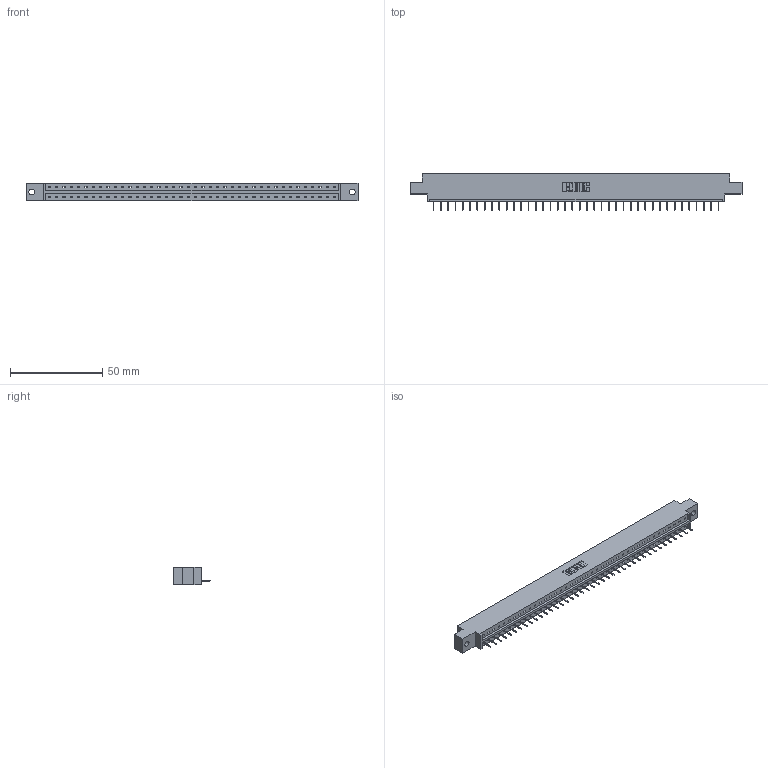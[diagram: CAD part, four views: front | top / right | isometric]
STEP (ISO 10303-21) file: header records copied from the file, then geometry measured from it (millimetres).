
FILE_DESCRIPTION (( 'STEP AP203' ), '1' );
FILE_NAME ('833-040-524-602.STEP', '2020-06-03T16:33:17', ( '' ), ( '' ), 'SwSTEP 2.0', 'SolidWorks 2020', '' );
FILE_SCHEMA (( 'CONFIG_CONTROL_DESIGN' ));
Length unit declared in the file: inch
Products named in the file (3): 345-292-001_345-293-124; 833-040-524-602; 833 Part_Offset - .128 Dia
Assembly tree (41 placements, depth 2):
  833-040-524-602
    833 Part_Offset - .128 Dia
    345-292-001_345-293-124  x40
Bounding box: 180.04 x 19.69 x 9.4 mm (x, y, z)
Volume: 17676.9 mm3; surface area: 18495.8 mm2
Topology: 41 solids, 41 shells, 2598 faces, 7523 edges, 4854 vertices
Faces by surface type: plane 1994, cylinder 604
Entity records: 24921 total; most frequent: CARTESIAN_POINT 4306, ORIENTED_EDGE 4282, DIRECTION 3637, EDGE_CURVE 2141, LINE 2017, VECTOR 2017, VERTEX_POINT 1422, AXIS2_PLACEMENT_3D 810
